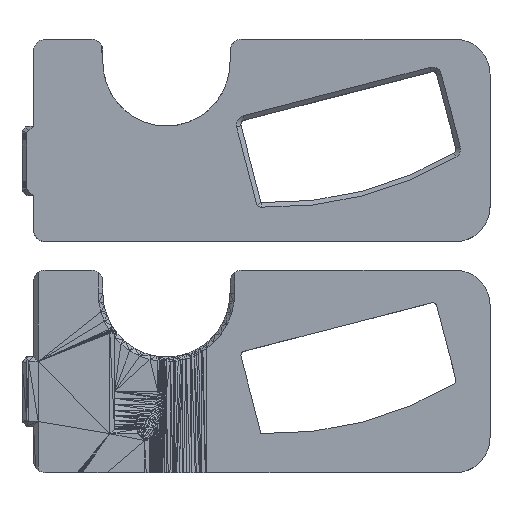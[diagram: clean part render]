
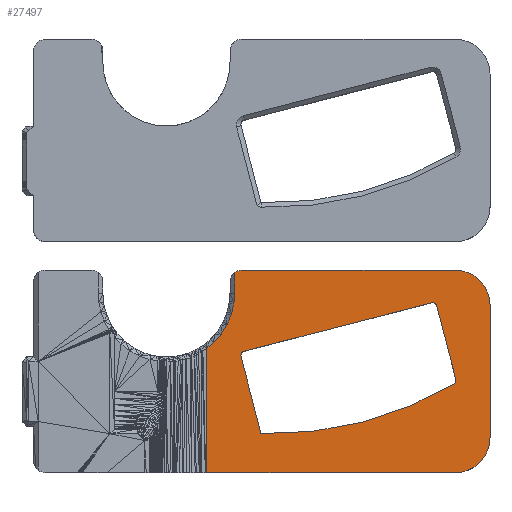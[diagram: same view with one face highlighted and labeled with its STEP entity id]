
A CAD part, top view. The second image highlights one B-rep face of the part: STEP entity #27497.
In plain terms, the highlighted planar face has unit normal (0, 0, 1).
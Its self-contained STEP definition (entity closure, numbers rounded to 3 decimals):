
#40=FACE_BOUND('',#2533,.T.);
#160=CIRCLE('',#29762,1.);
#161=CIRCLE('',#29765,3.);
#162=CIRCLE('',#29766,3.);
#163=CIRCLE('',#29767,0.4);
#164=CIRCLE('',#29768,0.4);
#165=CIRCLE('',#29769,0.4);
#166=CIRCLE('',#29770,31.);
#167=CIRCLE('',#29771,0.4);
#291=FACE_OUTER_BOUND('',#2532,.T.);
#2532=EDGE_LOOP('',(#18079,#18080,#18081,#18082,#18083,#18084,#18085,#18086,
#18087,#18088,#18089,#18090,#18091,#18092));
#2533=EDGE_LOOP('',(#18093,#18094,#18095,#18096,#18097,#18098,#18099,#18100,
#18101));
#4936=LINE('',#41199,#8640);
#5034=LINE('',#41402,#8738);
#5036=LINE('',#41406,#8740);
#5037=LINE('',#41408,#8741);
#5038=LINE('',#41410,#8742);
#5039=LINE('',#41412,#8743);
#5040=LINE('',#41414,#8744);
#5041=LINE('',#41416,#8745);
#5042=LINE('',#41418,#8746);
#5043=LINE('',#41419,#8747);
#5044=LINE('',#41423,#8748);
#5045=LINE('',#41427,#8749);
#5046=LINE('',#41431,#8750);
#5047=LINE('',#41433,#8751);
#5048=LINE('',#41437,#8752);
#8640=VECTOR('',#32343,10.);
#8738=VECTOR('',#32463,10.);
#8740=VECTOR('',#32467,10.);
#8741=VECTOR('',#32468,1.);
#8742=VECTOR('',#32469,1.);
#8743=VECTOR('',#32470,1.);
#8744=VECTOR('',#32471,1.);
#8745=VECTOR('',#32472,1.);
#8746=VECTOR('',#32473,1.);
#8747=VECTOR('',#32474,1.);
#8748=VECTOR('',#32477,10.);
#8749=VECTOR('',#32480,10.);
#8750=VECTOR('',#32483,10.);
#8751=VECTOR('',#32484,10.);
#8752=VECTOR('',#32487,10.);
#12337=VERTEX_POINT('',#41196);
#12338=VERTEX_POINT('',#41198);
#12430=VERTEX_POINT('',#41394);
#12431=VERTEX_POINT('',#41396);
#12432=VERTEX_POINT('',#41401);
#12433=VERTEX_POINT('',#41405);
#12434=VERTEX_POINT('',#41407);
#12435=VERTEX_POINT('',#41409);
#12436=VERTEX_POINT('',#41411);
#12437=VERTEX_POINT('',#41413);
#12438=VERTEX_POINT('',#41415);
#12439=VERTEX_POINT('',#41417);
#12440=VERTEX_POINT('',#41420);
#12441=VERTEX_POINT('',#41422);
#12442=VERTEX_POINT('',#41425);
#12443=VERTEX_POINT('',#41426);
#12444=VERTEX_POINT('',#41428);
#12445=VERTEX_POINT('',#41430);
#12446=VERTEX_POINT('',#41432);
#12447=VERTEX_POINT('',#41434);
#12448=VERTEX_POINT('',#41436);
#12449=VERTEX_POINT('',#41438);
#12450=VERTEX_POINT('',#41440);
#14000=EDGE_CURVE('',#12338,#12337,#4936,.T.);
#14099=EDGE_CURVE('',#12430,#12431,#160,.T.);
#14102=EDGE_CURVE('',#12431,#12432,#5034,.T.);
#14104=EDGE_CURVE('',#12433,#12430,#5036,.T.);
#14105=EDGE_CURVE('',#12434,#12433,#5037,.T.);
#14106=EDGE_CURVE('',#12435,#12434,#5038,.T.);
#14107=EDGE_CURVE('',#12436,#12435,#5039,.T.);
#14108=EDGE_CURVE('',#12437,#12436,#5040,.T.);
#14109=EDGE_CURVE('',#12438,#12437,#5041,.T.);
#14110=EDGE_CURVE('',#12439,#12438,#5042,.T.);
#14111=EDGE_CURVE('',#12338,#12439,#5043,.T.);
#14112=EDGE_CURVE('',#12440,#12337,#161,.T.);
#14113=EDGE_CURVE('',#12440,#12441,#5044,.T.);
#14114=EDGE_CURVE('',#12432,#12441,#162,.T.);
#14115=EDGE_CURVE('',#12442,#12443,#5045,.T.);
#14116=EDGE_CURVE('',#12444,#12443,#163,.T.);
#14117=EDGE_CURVE('',#12444,#12445,#5046,.T.);
#14118=EDGE_CURVE('',#12445,#12446,#5047,.T.);
#14119=EDGE_CURVE('',#12447,#12446,#164,.T.);
#14120=EDGE_CURVE('',#12448,#12447,#5048,.T.);
#14121=EDGE_CURVE('',#12449,#12448,#165,.T.);
#14122=EDGE_CURVE('',#12449,#12450,#166,.T.);
#14123=EDGE_CURVE('',#12442,#12450,#167,.T.);
#18079=ORIENTED_EDGE('',*,*,#14099,.F.);
#18080=ORIENTED_EDGE('',*,*,#14104,.F.);
#18081=ORIENTED_EDGE('',*,*,#14105,.F.);
#18082=ORIENTED_EDGE('',*,*,#14106,.F.);
#18083=ORIENTED_EDGE('',*,*,#14107,.F.);
#18084=ORIENTED_EDGE('',*,*,#14108,.F.);
#18085=ORIENTED_EDGE('',*,*,#14109,.F.);
#18086=ORIENTED_EDGE('',*,*,#14110,.F.);
#18087=ORIENTED_EDGE('',*,*,#14111,.F.);
#18088=ORIENTED_EDGE('',*,*,#14000,.T.);
#18089=ORIENTED_EDGE('',*,*,#14112,.F.);
#18090=ORIENTED_EDGE('',*,*,#14113,.T.);
#18091=ORIENTED_EDGE('',*,*,#14114,.F.);
#18092=ORIENTED_EDGE('',*,*,#14102,.F.);
#18093=ORIENTED_EDGE('',*,*,#14115,.T.);
#18094=ORIENTED_EDGE('',*,*,#14116,.F.);
#18095=ORIENTED_EDGE('',*,*,#14117,.T.);
#18096=ORIENTED_EDGE('',*,*,#14118,.T.);
#18097=ORIENTED_EDGE('',*,*,#14119,.F.);
#18098=ORIENTED_EDGE('',*,*,#14120,.F.);
#18099=ORIENTED_EDGE('',*,*,#14121,.F.);
#18100=ORIENTED_EDGE('',*,*,#14122,.T.);
#18101=ORIENTED_EDGE('',*,*,#14123,.F.);
#25301=PLANE('',#29764);
#27497=ADVANCED_FACE('',(#291,#40),#25301,.T.);
#29762=AXIS2_PLACEMENT_3D('',#41397,#32457,#32458);
#29764=AXIS2_PLACEMENT_3D('',#41404,#32465,#32466);
#29765=AXIS2_PLACEMENT_3D('',#41421,#32475,#32476);
#29766=AXIS2_PLACEMENT_3D('',#41424,#32478,#32479);
#29767=AXIS2_PLACEMENT_3D('',#41429,#32481,#32482);
#29768=AXIS2_PLACEMENT_3D('',#41435,#32485,#32486);
#29769=AXIS2_PLACEMENT_3D('',#41439,#32488,#32489);
#29770=AXIS2_PLACEMENT_3D('',#41441,#32490,#32491);
#29771=AXIS2_PLACEMENT_3D('',#41442,#32492,#32493);
#32343=DIRECTION('',(1.,0.,0.));
#32457=DIRECTION('center_axis',(0.,0.,-1.));
#32458=DIRECTION('ref_axis',(-0.707,0.707,0.));
#32463=DIRECTION('',(1.,0.,0.));
#32465=DIRECTION('center_axis',(0.,0.,1.));
#32466=DIRECTION('ref_axis',(1.,0.,0.));
#32467=DIRECTION('',(0.,1.,0.));
#32468=DIRECTION('',(0.062,0.998,0.));
#32469=DIRECTION('',(0.209,0.978,0.));
#32470=DIRECTION('',(0.373,0.928,0.));
#32471=DIRECTION('',(0.526,0.851,0.));
#32472=DIRECTION('',(0.663,0.748,0.));
#32473=DIRECTION('',(0.766,0.642,0.));
#32474=DIRECTION('',(0.,1.,0.));
#32475=DIRECTION('center_axis',(0.,0.,-1.));
#32476=DIRECTION('ref_axis',(0.707,-0.707,0.));
#32477=DIRECTION('',(0.,1.,0.));
#32478=DIRECTION('center_axis',(0.,0.,-1.));
#32479=DIRECTION('ref_axis',(0.707,0.707,0.));
#32480=DIRECTION('',(-0.25,0.968,0.));
#32481=DIRECTION('center_axis',(0.,0.,1.));
#32482=DIRECTION('ref_axis',(-0.862,0.508,0.));
#32483=DIRECTION('',(0.968,0.25,0.));
#32484=DIRECTION('',(0.968,0.25,0.));
#32485=DIRECTION('center_axis',(0.,0.,1.));
#32486=DIRECTION('ref_axis',(0.508,0.862,0.));
#32487=DIRECTION('',(-0.25,0.968,0.));
#32488=DIRECTION('center_axis',(0.,0.,1.));
#32489=DIRECTION('ref_axis',(0.924,-0.383,0.));
#32490=DIRECTION('center_axis',(0.,0.,-1.));
#32491=DIRECTION('ref_axis',(0.515,-0.857,0.));
#32492=DIRECTION('center_axis',(0.,0.,1.));
#32493=DIRECTION('ref_axis',(-0.029,-1.,0.));
#41196=CARTESIAN_POINT('',(243.96,146.51,100.));
#41198=CARTESIAN_POINT('',(222.46,146.51,100.));
#41199=CARTESIAN_POINT('',(227.099,146.51,100.));
#41394=CARTESIAN_POINT('',(224.86,163.81,100.));
#41396=CARTESIAN_POINT('',(225.46,164.01,100.));
#41397=CARTESIAN_POINT('Origin',(225.46,163.01,100.));
#41401=CARTESIAN_POINT('',(243.96,164.01,100.));
#41402=CARTESIAN_POINT('',(244.96,164.01,100.));
#41404=CARTESIAN_POINT('Origin',(245.738,146.468,100.));
#41405=CARTESIAN_POINT('',(224.86,162.01,100.));
#41406=CARTESIAN_POINT('',(224.86,162.01,100.));
#41407=CARTESIAN_POINT('',(224.814,161.276,100.));
#41408=CARTESIAN_POINT('',(224.814,161.276,100.));
#41409=CARTESIAN_POINT('',(224.603,160.287,100.));
#41410=CARTESIAN_POINT('',(224.603,160.287,100.));
#41411=CARTESIAN_POINT('',(224.226,159.349,100.));
#41412=CARTESIAN_POINT('',(224.226,159.349,100.));
#41413=CARTESIAN_POINT('',(223.695,158.489,100.));
#41414=CARTESIAN_POINT('',(223.695,158.489,100.));
#41415=CARTESIAN_POINT('',(223.024,157.732,100.));
#41416=CARTESIAN_POINT('',(223.024,157.732,100.));
#41417=CARTESIAN_POINT('',(222.46,157.26,100.));
#41418=CARTESIAN_POINT('',(222.46,157.26,100.));
#41419=CARTESIAN_POINT('',(222.46,141.91,100.));
#41420=CARTESIAN_POINT('',(246.96,149.51,100.));
#41421=CARTESIAN_POINT('Origin',(243.96,149.51,100.));
#41422=CARTESIAN_POINT('',(246.96,161.01,100.));
#41423=CARTESIAN_POINT('',(246.96,162.01,100.));
#41424=CARTESIAN_POINT('Origin',(243.96,161.01,100.));
#41425=CARTESIAN_POINT('',(227.137,149.895,100.));
#41426=CARTESIAN_POINT('',(225.422,156.527,100.));
#41427=CARTESIAN_POINT('',(227.228,149.545,100.));
#41428=CARTESIAN_POINT('',(225.709,157.015,100.));
#41429=CARTESIAN_POINT('Origin',(225.81,156.627,100.));
#41430=CARTESIAN_POINT('',(227.743,157.54,100.));
#41431=CARTESIAN_POINT('',(234.834,159.374,100.));
#41432=CARTESIAN_POINT('',(241.878,161.195,100.));
#41433=CARTESIAN_POINT('',(242.035,161.236,100.));
#41434=CARTESIAN_POINT('',(242.365,160.908,100.));
#41435=CARTESIAN_POINT('Origin',(241.978,160.808,100.));
#41436=CARTESIAN_POINT('',(243.998,154.595,100.));
#41437=CARTESIAN_POINT('',(245.579,148.48,100.));
#41438=CARTESIAN_POINT('',(243.813,154.15,100.));
#41439=CARTESIAN_POINT('Origin',(243.61,154.495,100.));
#41440=CARTESIAN_POINT('',(227.215,149.886,100.));
#41441=CARTESIAN_POINT('Origin',(228.101,180.873,100.));
#41442=CARTESIAN_POINT('Origin',(227.226,150.285,100.));
